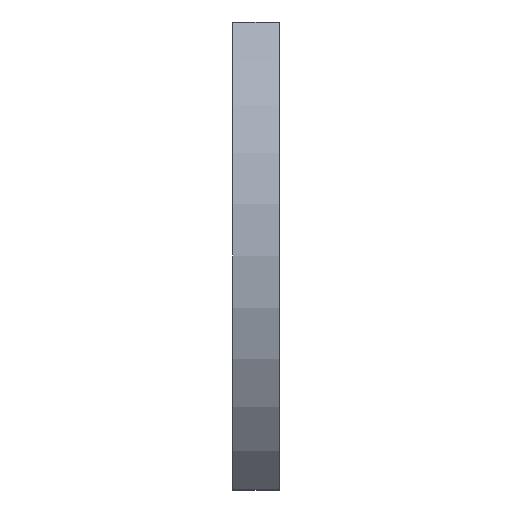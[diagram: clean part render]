
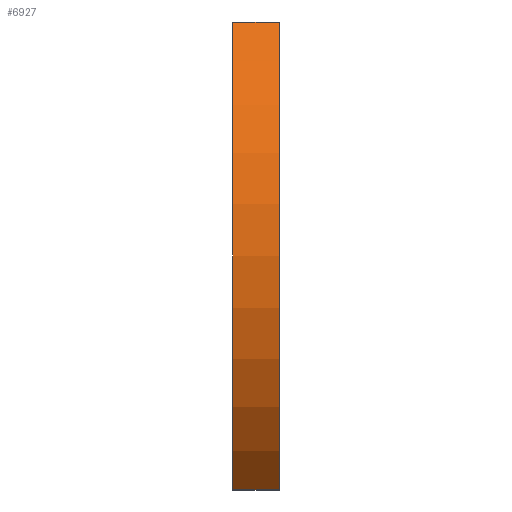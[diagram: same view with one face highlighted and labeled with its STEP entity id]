
A CAD part, left-side view. The second image highlights one B-rep face of the part: STEP entity #6927.
In plain terms, the highlighted cylindrical face has radius 68.889 mm (diameter 137.779 mm), a partial arc.
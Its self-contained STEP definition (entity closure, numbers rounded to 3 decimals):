
#315 = VERTEX_POINT ( 'NONE', #7839 ) ;
#566 = CARTESIAN_POINT ( 'NONE',  ( -6.11, 5., 0. ) ) ;
#758 = VERTEX_POINT ( 'NONE', #6317 ) ;
#1185 = VECTOR ( 'NONE', #11127, 1000. ) ;
#1453 = CARTESIAN_POINT ( 'NONE',  ( -53.5, -5., -50. ) ) ;
#1785 = DIRECTION ( 'NONE',  ( 0., 0., 1. ) ) ;
#1857 = EDGE_LOOP ( 'NONE', ( #7058, #10560, #8854, #9955 ) ) ;
#2309 = VERTEX_POINT ( 'NONE', #1453 ) ;
#2371 = CARTESIAN_POINT ( 'NONE',  ( -53.5, 5., -50. ) ) ;
#2483 = DIRECTION ( 'NONE',  ( 0., 0., -1. ) ) ;
#3749 = VECTOR ( 'NONE', #4306, 1000. ) ;
#4267 = CARTESIAN_POINT ( 'NONE',  ( -53.5, 5., 50. ) ) ;
#4306 = DIRECTION ( 'NONE',  ( 0., -1., 0. ) ) ;
#4569 = EDGE_CURVE ( 'NONE', #315, #758, #7966, .T. ) ;
#5337 = EDGE_CURVE ( 'NONE', #2309, #6920, #12312, .T. ) ;
#5769 = CARTESIAN_POINT ( 'NONE',  ( -6.11, 5., 0. ) ) ;
#5907 = FACE_OUTER_BOUND ( 'NONE', #1857, .T. ) ;
#6317 = CARTESIAN_POINT ( 'NONE',  ( -53.5, 5., 50. ) ) ;
#6797 = DIRECTION ( 'NONE',  ( 0., 1., 0. ) ) ;
#6920 = VERTEX_POINT ( 'NONE', #11091 ) ;
#6927 = ADVANCED_FACE ( 'NONE', ( #5907 ), #11481, .T. ) ;
#7058 = ORIENTED_EDGE ( 'NONE', *, *, #5337, .T. ) ;
#7109 = EDGE_CURVE ( 'NONE', #315, #2309, #9146, .T. ) ;
#7839 = CARTESIAN_POINT ( 'NONE',  ( -53.5, 5., -50. ) ) ;
#7966 = CIRCLE ( 'NONE', #9730, 68.89 ) ;
#8773 = CARTESIAN_POINT ( 'NONE',  ( -6.11, -5., 0. ) ) ;
#8854 = ORIENTED_EDGE ( 'NONE', *, *, #4569, .F. ) ;
#9023 = LINE ( 'NONE', #4267, #3749 ) ;
#9146 = LINE ( 'NONE', #2371, #1185 ) ;
#9161 = AXIS2_PLACEMENT_3D ( 'NONE', #566, #12457, #2483 ) ;
#9730 = AXIS2_PLACEMENT_3D ( 'NONE', #5769, #6797, #1785 ) ;
#9955 = ORIENTED_EDGE ( 'NONE', *, *, #7109, .T. ) ;
#10560 = ORIENTED_EDGE ( 'NONE', *, *, #11424, .F. ) ;
#11091 = CARTESIAN_POINT ( 'NONE',  ( -53.5, -5., 50. ) ) ;
#11127 = DIRECTION ( 'NONE',  ( 0., -1., 0. ) ) ;
#11424 = EDGE_CURVE ( 'NONE', #758, #6920, #9023, .T. ) ;
#11481 = CYLINDRICAL_SURFACE ( 'NONE', #9161, 68.89 ) ;
#11827 = DIRECTION ( 'NONE',  ( 0., 1., 0. ) ) ;
#11959 = DIRECTION ( 'NONE',  ( 0., 0., 1. ) ) ;
#12000 = AXIS2_PLACEMENT_3D ( 'NONE', #8773, #11827, #11959 ) ;
#12312 = CIRCLE ( 'NONE', #12000, 68.89 ) ;
#12457 = DIRECTION ( 'NONE',  ( 0., -1., 0. ) ) ;
